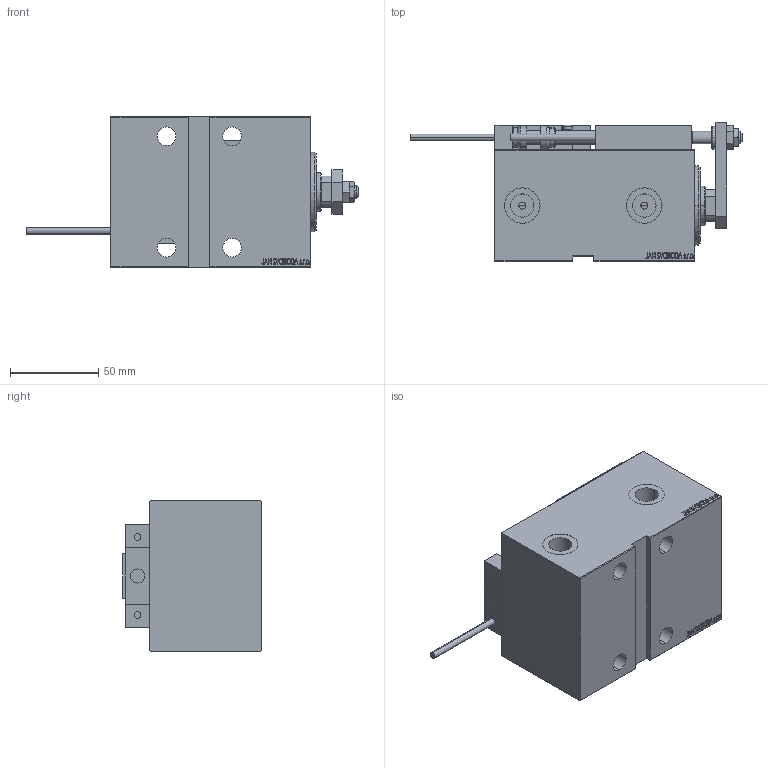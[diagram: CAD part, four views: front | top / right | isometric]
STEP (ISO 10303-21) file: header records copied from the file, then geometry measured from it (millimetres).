
FILE_DESCRIPTION (( 'STEP AP203' ), '1' );
FILE_NAME ('b7f5.STEP', '2021-03-18T23:33:08', ( '' ), ( '' ), 'SwSTEP 2.0', 'SolidWorks 2019', '' );
FILE_SCHEMA (( 'CONFIG_CONTROL_DESIGN' ));
Length unit declared in the file: millimetre
Products named in the file (16): MAGNET a0d4ba3a5982d4d7aea2b44694a967d0; b7f5; TYC_L79 a0d4ba3a5982d4d7aea2b44694a967d0; V450CM_E_VCP a0d4ba3a5982d4d7aea2b44694a967d0; NUT_D12 a0d4ba3a5982d4d7aea2b44694a967d0; Block a0d4ba3a5982d4d7aea2b44694a967d0; V450CM_E a0d4ba3a5982d4d7aea2b44694a967d0; SWITCH_X_FRONT_BACK a0d4ba3a5982d4d7aea2b44694a967d0; NUT_D10 a0d4ba3a5982d4d7aea2b44694a967d0; KONCOVKA a0d4ba3a5982d4d7aea2b44694a967d0; V450CM_VC_B a0d4ba3a5982d4d7aea2b44694a967d0; SWITCH DIM B,W a0d4ba3a5982d4d7aea2b44694a967d0; SWITCH X a0d4ba3a5982d4d7aea2b44694a967d0; ALLEN BOLT D5 a0d4ba3a5982d4d7aea2b44694a967d0; ZARAZKA a0d4ba3a5982d4d7aea2b44694a967d0; ALLEN BOLT D8 a0d4ba3a5982d4d7aea2b44694a967d0
Assembly tree (25 placements, depth 3):
  b7f5
    V450CM_E a0d4ba3a5982d4d7aea2b44694a967d0
    V450CM_E_VCP a0d4ba3a5982d4d7aea2b44694a967d0
    V450CM_VC_B a0d4ba3a5982d4d7aea2b44694a967d0
    SWITCH X a0d4ba3a5982d4d7aea2b44694a967d0
      SWITCH_X_FRONT_BACK a0d4ba3a5982d4d7aea2b44694a967d0  x2
      TYC_L79 a0d4ba3a5982d4d7aea2b44694a967d0
      Block a0d4ba3a5982d4d7aea2b44694a967d0  x2
      ALLEN BOLT D5 a0d4ba3a5982d4d7aea2b44694a967d0  x4
      ALLEN BOLT D8 a0d4ba3a5982d4d7aea2b44694a967d0  x4
      MAGNET a0d4ba3a5982d4d7aea2b44694a967d0  x2
      KONCOVKA a0d4ba3a5982d4d7aea2b44694a967d0  x2
    SWITCH DIM B,W a0d4ba3a5982d4d7aea2b44694a967d0
    ZARAZKA a0d4ba3a5982d4d7aea2b44694a967d0
    NUT_D10 a0d4ba3a5982d4d7aea2b44694a967d0
    NUT_D12 a0d4ba3a5982d4d7aea2b44694a967d0
Bounding box: 187.7 x 78.5 x 85 mm (x, y, z)
Volume: 567679.3 mm3; surface area: 113330.8 mm2
Topology: 24 solids, 24 shells, 1296 faces, 3108 edges, 1986 vertices
Faces by surface type: plane 571, bspline 380, cylinder 184, cone 113, torus 44, sphere 4
Entity records: 50255 total; most frequent: CARTESIAN_POINT 25544, ORIENTED_EDGE 5236, DIRECTION 3515, EDGE_CURVE 2618, VERTEX_POINT 1710, VECTOR 1513, LINE 1513, EDGE_LOOP 1206
